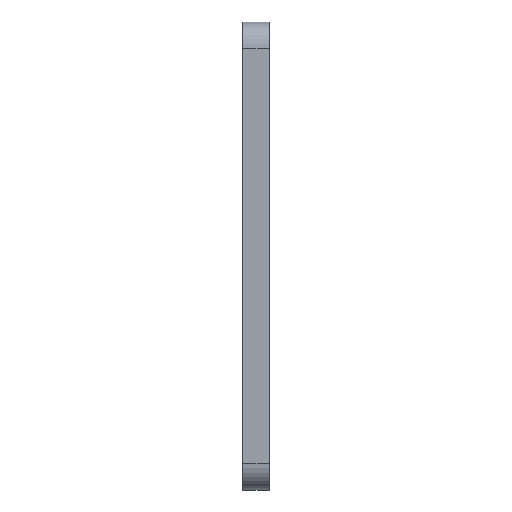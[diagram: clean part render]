
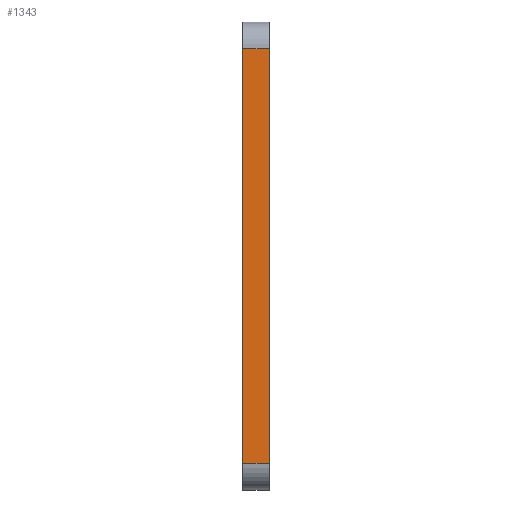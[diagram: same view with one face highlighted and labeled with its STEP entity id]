
A CAD part, left-side view. The second image highlights one B-rep face of the part: STEP entity #1343.
In plain terms, the highlighted planar face has unit normal (-1, 0, 0).
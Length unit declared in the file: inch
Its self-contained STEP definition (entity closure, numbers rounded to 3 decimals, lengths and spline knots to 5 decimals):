
#13 = FACE_OUTER_BOUND ( 'NONE', #239, .T. ) ;
#42 = CARTESIAN_POINT ( 'NONE',  ( -0.25, 0., 0. ) ) ;
#76 = LINE ( 'NONE', #498, #103 ) ;
#82 = ORIENTED_EDGE ( 'NONE', *, *, #934, .F. ) ;
#103 = VECTOR ( 'NONE', #365, 39.37008 ) ;
#239 = EDGE_LOOP ( 'NONE', ( #460, #82, #861, #360 ) ) ;
#277 = CARTESIAN_POINT ( 'NONE',  ( -0.25, 0., 0.125 ) ) ;
#353 = LINE ( 'NONE', #1190, #900 ) ;
#360 = ORIENTED_EDGE ( 'NONE', *, *, #482, .T. ) ;
#365 = DIRECTION ( 'NONE',  ( 0., -1., 0. ) ) ;
#405 = CARTESIAN_POINT ( 'NONE',  ( -0.25, 0.125, -1.825 ) ) ;
#439 = VECTOR ( 'NONE', #703, 39.37008 ) ;
#460 = ORIENTED_EDGE ( 'NONE', *, *, #735, .F. ) ;
#461 = LINE ( 'NONE', #42, #439 ) ;
#482 = EDGE_CURVE ( 'NONE', #1357, #808, #76, .T. ) ;
#498 = CARTESIAN_POINT ( 'NONE',  ( -0.25, 0.125, -1.825 ) ) ;
#510 = CARTESIAN_POINT ( 'NONE',  ( -0.25, 0.125, 0. ) ) ;
#543 = DIRECTION ( 'NONE',  ( 0., 0., 1. ) ) ;
#565 = PLANE ( 'NONE',  #725 ) ;
#703 = DIRECTION ( 'NONE',  ( 0., 0., -1. ) ) ;
#725 = AXIS2_PLACEMENT_3D ( 'NONE', #1644, #1525, #543 ) ;
#735 = EDGE_CURVE ( 'NONE', #1363, #808, #461, .T. ) ;
#808 = VERTEX_POINT ( 'NONE', #1318 ) ;
#820 = VECTOR ( 'NONE', #1608, 39.37008 ) ;
#861 = ORIENTED_EDGE ( 'NONE', *, *, #1639, .T. ) ;
#892 = CARTESIAN_POINT ( 'NONE',  ( -0.25, 0.125, 0.125 ) ) ;
#899 = DIRECTION ( 'NONE',  ( 0., -1., 0. ) ) ;
#900 = VECTOR ( 'NONE', #899, 39.37008 ) ;
#934 = EDGE_CURVE ( 'NONE', #1645, #1363, #353, .T. ) ;
#1190 = CARTESIAN_POINT ( 'NONE',  ( -0.25, 0.125, 0.125 ) ) ;
#1318 = CARTESIAN_POINT ( 'NONE',  ( -0.25, 0., -1.825 ) ) ;
#1343 = ADVANCED_FACE ( 'NONE', ( #13 ), #565, .T. ) ;
#1357 = VERTEX_POINT ( 'NONE', #405 ) ;
#1363 = VERTEX_POINT ( 'NONE', #277 ) ;
#1525 = DIRECTION ( 'NONE',  ( -1., 0., 0. ) ) ;
#1608 = DIRECTION ( 'NONE',  ( 0., 0., -1. ) ) ;
#1623 = LINE ( 'NONE', #510, #820 ) ;
#1639 = EDGE_CURVE ( 'NONE', #1645, #1357, #1623, .T. ) ;
#1644 = CARTESIAN_POINT ( 'NONE',  ( -0.25, 0.125, 0. ) ) ;
#1645 = VERTEX_POINT ( 'NONE', #892 ) ;
